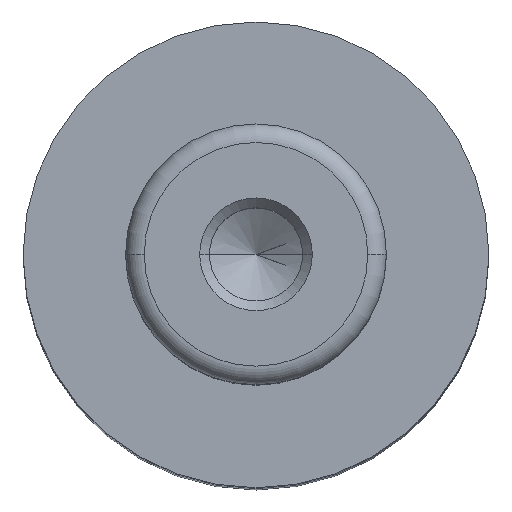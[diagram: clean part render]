
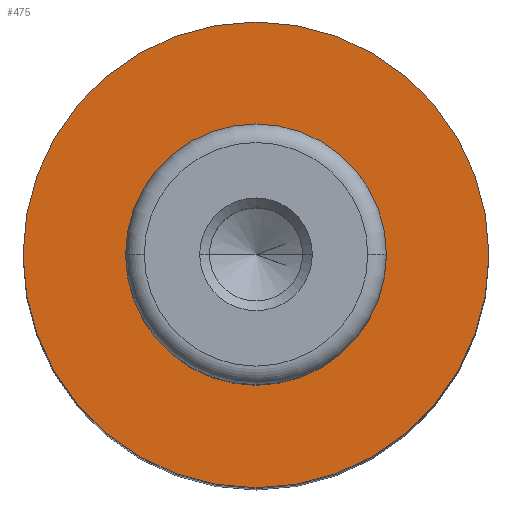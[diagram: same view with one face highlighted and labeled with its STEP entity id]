
A CAD part, top view. The second image highlights one B-rep face of the part: STEP entity #475.
In plain terms, the highlighted planar face has unit normal (0, 0, 1).
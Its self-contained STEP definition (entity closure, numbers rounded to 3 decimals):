
#1 = CARTESIAN_POINT ( 'NONE',  ( -7., 0., 68. ) ) ;
#37 = CARTESIAN_POINT ( 'NONE',  ( 0., 0., 68. ) ) ;
#64 = AXIS2_PLACEMENT_3D ( 'NONE', #1, #179, #597 ) ;
#68 = EDGE_CURVE ( 'NONE', #283, #470, #165, .T. ) ;
#74 = CARTESIAN_POINT ( 'NONE',  ( 0., 0., 68. ) ) ;
#75 = CIRCLE ( 'NONE', #620, 12.5 ) ;
#88 = DIRECTION ( 'NONE',  ( -1., 0., 0. ) ) ;
#112 = CARTESIAN_POINT ( 'NONE',  ( 7., 0., 68. ) ) ;
#132 = DIRECTION ( 'NONE',  ( -1., 0., 0. ) ) ;
#165 = CIRCLE ( 'NONE', #460, 7. ) ;
#174 = EDGE_CURVE ( 'NONE', #470, #283, #263, .T. ) ;
#175 = EDGE_LOOP ( 'NONE', ( #611, #655 ) ) ;
#179 = DIRECTION ( 'NONE',  ( 0., 0., 1. ) ) ;
#184 = CARTESIAN_POINT ( 'NONE',  ( -12.5, 0., 68. ) ) ;
#195 = CARTESIAN_POINT ( 'NONE',  ( 0., 0., 68. ) ) ;
#233 = DIRECTION ( 'NONE',  ( 0., 0., -1. ) ) ;
#247 = DIRECTION ( 'NONE',  ( -1., 0., 0. ) ) ;
#261 = EDGE_CURVE ( 'NONE', #540, #272, #471, .T. ) ;
#263 = CIRCLE ( 'NONE', #359, 7. ) ;
#272 = VERTEX_POINT ( 'NONE', #612 ) ;
#283 = VERTEX_POINT ( 'NONE', #731 ) ;
#292 = AXIS2_PLACEMENT_3D ( 'NONE', #195, #615, #247 ) ;
#359 = AXIS2_PLACEMENT_3D ( 'NONE', #74, #497, #132 ) ;
#367 = EDGE_CURVE ( 'NONE', #272, #540, #75, .T. ) ;
#448 = DIRECTION ( 'NONE',  ( 0., 0., -1. ) ) ;
#460 = AXIS2_PLACEMENT_3D ( 'NONE', #600, #233, #665 ) ;
#470 = VERTEX_POINT ( 'NONE', #112 ) ;
#471 = CIRCLE ( 'NONE', #292, 12.5 ) ;
#475 = ADVANCED_FACE ( 'NONE', ( #546, #582 ), #476, .T. ) ;
#476 = PLANE ( 'NONE',  #64 ) ;
#490 = EDGE_LOOP ( 'NONE', ( #741, #673 ) ) ;
#497 = DIRECTION ( 'NONE',  ( 0., 0., -1. ) ) ;
#540 = VERTEX_POINT ( 'NONE', #184 ) ;
#546 = FACE_BOUND ( 'NONE', #175, .T. ) ;
#582 = FACE_OUTER_BOUND ( 'NONE', #490, .T. ) ;
#597 = DIRECTION ( 'NONE',  ( 1., 0., 0. ) ) ;
#600 = CARTESIAN_POINT ( 'NONE',  ( 0., 0., 68. ) ) ;
#611 = ORIENTED_EDGE ( 'NONE', *, *, #68, .T. ) ;
#612 = CARTESIAN_POINT ( 'NONE',  ( 12.5, 0., 68. ) ) ;
#615 = DIRECTION ( 'NONE',  ( 0., 0., -1. ) ) ;
#620 = AXIS2_PLACEMENT_3D ( 'NONE', #37, #448, #88 ) ;
#655 = ORIENTED_EDGE ( 'NONE', *, *, #174, .T. ) ;
#665 = DIRECTION ( 'NONE',  ( -1., 0., 0. ) ) ;
#673 = ORIENTED_EDGE ( 'NONE', *, *, #367, .F. ) ;
#731 = CARTESIAN_POINT ( 'NONE',  ( -7., 0., 68. ) ) ;
#741 = ORIENTED_EDGE ( 'NONE', *, *, #261, .F. ) ;
